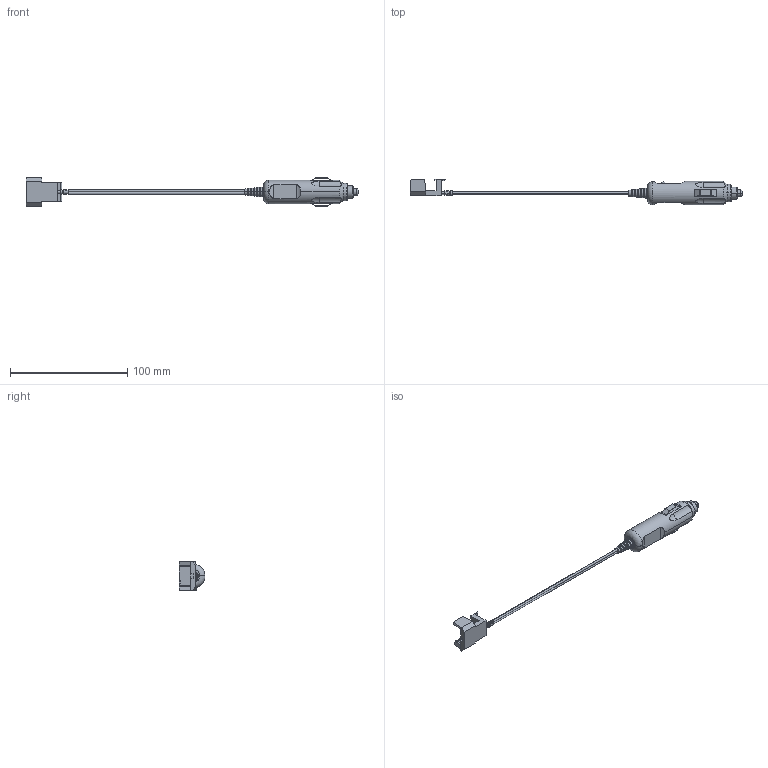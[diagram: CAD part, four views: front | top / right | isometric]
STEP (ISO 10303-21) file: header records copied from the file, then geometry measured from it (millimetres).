
FILE_DESCRIPTION (( 'STEP AP214' ), '1' );
FILE_NAME ('ZA5076.STEP', '2020-02-12T22:40:10', ( '' ), ( '' ), 'SwSTEP 2.0', 'SolidWorks 2017', '' );
FILE_SCHEMA (( 'AUTOMOTIVE_DESIGN' ));
Length unit declared in the file: millimetre
Products named in the file (1): ZA5076
Bounding box: 282.69 x 22.03 x 24.73 mm (x, y, z)
Volume: 25585.6 mm3; surface area: 11171.6 mm2
Topology: 10 solids, 10 shells, 353 faces, 850 edges, 552 vertices
Faces by surface type: plane 262, cylinder 73, torus 12, cone 4, sphere 2
Entity records: 14500 total; most frequent: CARTESIAN_POINT 2090, DIRECTION 1768, ORIENTED_EDGE 1692, EDGE_CURVE 846, LINE 600, VECTOR 600, AXIS2_PLACEMENT_3D 584, VERTEX_POINT 550
